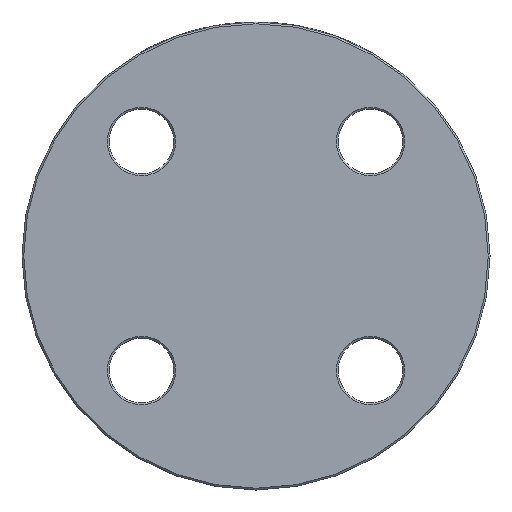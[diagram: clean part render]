
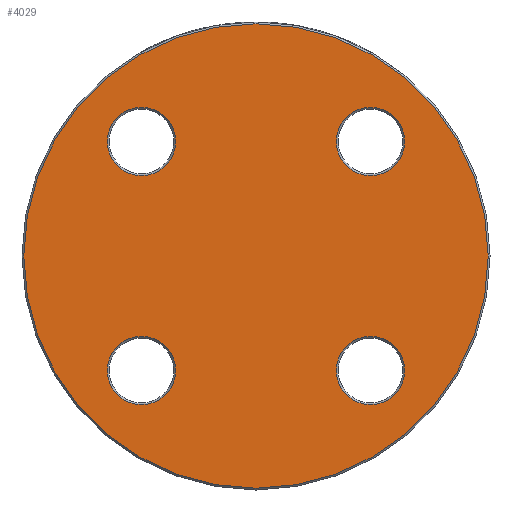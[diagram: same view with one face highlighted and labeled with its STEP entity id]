
A CAD part, left-side view. The second image highlights one B-rep face of the part: STEP entity #4029.
In plain terms, the highlighted planar face has unit normal (-1, 0, 0).
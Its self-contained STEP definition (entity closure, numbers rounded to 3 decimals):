
#7 = DIRECTION ( 'NONE',  ( 1., 0., 0. ) ) ;
#8 = DIRECTION ( 'NONE',  ( 0., 0., -1. ) ) ;
#18 = AXIS2_PLACEMENT_3D ( 'NONE', #2947, #7, #4405 ) ;
#226 = EDGE_LOOP ( 'NONE', ( #2305 ) ) ;
#234 = FACE_BOUND ( 'NONE', #354, .T. ) ;
#354 = EDGE_LOOP ( 'NONE', ( #5007 ) ) ;
#385 = DIRECTION ( 'NONE',  ( 1., 0., 0. ) ) ;
#395 = DIRECTION ( 'NONE',  ( 0., 0., -1. ) ) ;
#611 = DIRECTION ( 'NONE',  ( 0., 0., -1. ) ) ;
#727 = DIRECTION ( 'NONE',  ( 0., 0., -1. ) ) ;
#1019 = AXIS2_PLACEMENT_3D ( 'NONE', #4376, #385, #2152 ) ;
#1048 = CIRCLE ( 'NONE', #3195, 9.5 ) ;
#1331 = VERTEX_POINT ( 'NONE', #5251 ) ;
#1367 = ORIENTED_EDGE ( 'NONE', *, *, #1785, .T. ) ;
#1497 = CIRCLE ( 'NONE', #18, 9.5 ) ;
#1785 = EDGE_CURVE ( 'NONE', #3088, #3088, #3525, .T. ) ;
#1911 = CARTESIAN_POINT ( 'NONE',  ( 0., 0., -64.5 ) ) ;
#2141 = VERTEX_POINT ( 'NONE', #3581 ) ;
#2149 = AXIS2_PLACEMENT_3D ( 'NONE', #2559, #3061, #727 ) ;
#2152 = DIRECTION ( 'NONE',  ( 0., 0., -1. ) ) ;
#2249 = DIRECTION ( 'NONE',  ( 1., 0., 0. ) ) ;
#2305 = ORIENTED_EDGE ( 'NONE', *, *, #5581, .T. ) ;
#2327 = FACE_BOUND ( 'NONE', #4009, .T. ) ;
#2335 = ORIENTED_EDGE ( 'NONE', *, *, #4632, .T. ) ;
#2355 = CARTESIAN_POINT ( 'NONE',  ( 0., 0., 0. ) ) ;
#2526 = CIRCLE ( 'NONE', #2149, 9.5 ) ;
#2559 = CARTESIAN_POINT ( 'NONE',  ( 0., -31.82, -31.82 ) ) ;
#2600 = CARTESIAN_POINT ( 'NONE',  ( 0., 0., 0. ) ) ;
#2610 = VERTEX_POINT ( 'NONE', #1911 ) ;
#2825 = VERTEX_POINT ( 'NONE', #4576 ) ;
#2947 = CARTESIAN_POINT ( 'NONE',  ( 0., 31.82, -31.82 ) ) ;
#3061 = DIRECTION ( 'NONE',  ( 1., 0., 0. ) ) ;
#3088 = VERTEX_POINT ( 'NONE', #4024 ) ;
#3095 = AXIS2_PLACEMENT_3D ( 'NONE', #2355, #4636, #611 ) ;
#3195 = AXIS2_PLACEMENT_3D ( 'NONE', #4731, #2249, #8 ) ;
#3503 = EDGE_LOOP ( 'NONE', ( #2335 ) ) ;
#3525 = CIRCLE ( 'NONE', #1019, 9.5 ) ;
#3581 = CARTESIAN_POINT ( 'NONE',  ( 0., -31.82, -41.32 ) ) ;
#3658 = EDGE_CURVE ( 'NONE', #1331, #1331, #1048, .T. ) ;
#3759 = FACE_BOUND ( 'NONE', #226, .T. ) ;
#3816 = EDGE_CURVE ( 'NONE', #2141, #2141, #2526, .T. ) ;
#3915 = ORIENTED_EDGE ( 'NONE', *, *, #3816, .T. ) ;
#4009 = EDGE_LOOP ( 'NONE', ( #1367 ) ) ;
#4024 = CARTESIAN_POINT ( 'NONE',  ( 0., 31.82, 22.32 ) ) ;
#4029 = ADVANCED_FACE ( 'NONE', ( #4222, #2327, #234, #5077, #3759 ), #5021, .F. ) ;
#4065 = EDGE_LOOP ( 'NONE', ( #3915 ) ) ;
#4222 = FACE_OUTER_BOUND ( 'NONE', #3503, .T. ) ;
#4376 = CARTESIAN_POINT ( 'NONE',  ( 0., 31.82, 31.82 ) ) ;
#4383 = DIRECTION ( 'NONE',  ( -1., 0., 0. ) ) ;
#4405 = DIRECTION ( 'NONE',  ( 0., 0., -1. ) ) ;
#4576 = CARTESIAN_POINT ( 'NONE',  ( 0., 31.82, -41.32 ) ) ;
#4591 = CIRCLE ( 'NONE', #5523, 64.5 ) ;
#4632 = EDGE_CURVE ( 'NONE', #2610, #2610, #4591, .T. ) ;
#4636 = DIRECTION ( 'NONE',  ( 1., 0., 0. ) ) ;
#4731 = CARTESIAN_POINT ( 'NONE',  ( 0., -31.82, 31.82 ) ) ;
#5007 = ORIENTED_EDGE ( 'NONE', *, *, #3658, .T. ) ;
#5021 = PLANE ( 'NONE',  #3095 ) ;
#5077 = FACE_BOUND ( 'NONE', #4065, .T. ) ;
#5251 = CARTESIAN_POINT ( 'NONE',  ( 0., -31.82, 22.32 ) ) ;
#5523 = AXIS2_PLACEMENT_3D ( 'NONE', #2600, #4383, #395 ) ;
#5581 = EDGE_CURVE ( 'NONE', #2825, #2825, #1497, .T. ) ;
